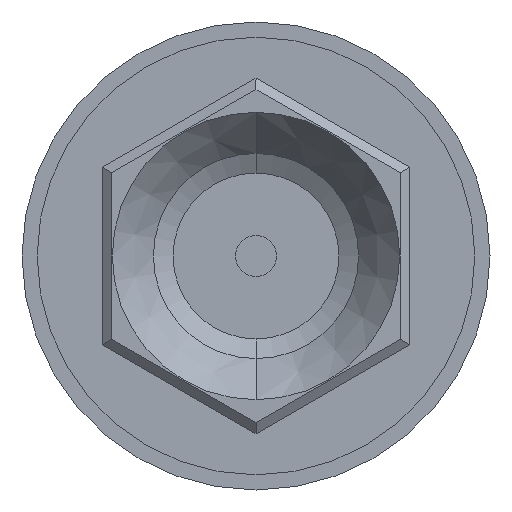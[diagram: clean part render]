
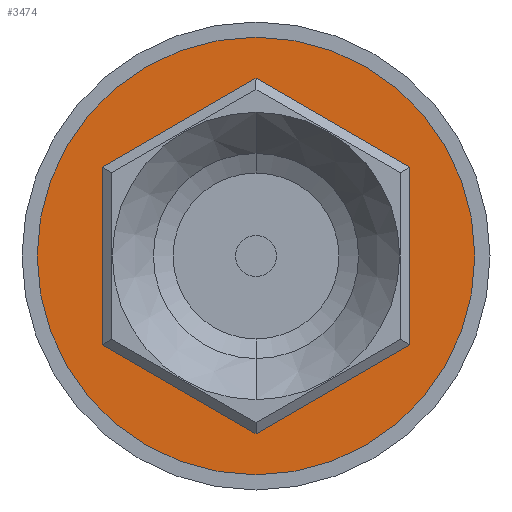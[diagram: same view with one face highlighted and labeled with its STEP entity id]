
A CAD part, front view. The second image highlights one B-rep face of the part: STEP entity #3474.
In plain terms, the highlighted planar face has unit normal (0, -1, 0).
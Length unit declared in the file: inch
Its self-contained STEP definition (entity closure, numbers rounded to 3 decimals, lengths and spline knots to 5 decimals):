
#377 = CARTESIAN_POINT ( 'NONE',  ( 0., 0., -0.2665 ) ) ;
#378 = DIRECTION ( 'NONE',  ( 0., 0., 1. ) ) ;
#379 = DIRECTION ( 'NONE',  ( 0., 1., 0. ) ) ;
#380 = AXIS2_PLACEMENT_3D ( 'NONE', #387, #379, #378 ) ;
#381 = CIRCLE ( 'NONE', #380, 0.2665 ) ;
#387 = CARTESIAN_POINT ( 'NONE',  ( 0., 0., 0. ) ) ;
#727 = CARTESIAN_POINT ( 'NONE',  ( 0., 0., 0.2665 ) ) ;
#734 = DIRECTION ( 'NONE',  ( 0., 0., 1. ) ) ;
#735 = DIRECTION ( 'NONE',  ( 0., -1., 0. ) ) ;
#736 = CARTESIAN_POINT ( 'NONE',  ( 0., 0., 0. ) ) ;
#737 = AXIS2_PLACEMENT_3D ( 'NONE', #736, #735, #734 ) ;
#738 = CIRCLE ( 'NONE', #737, 0.184 ) ;
#855 = CARTESIAN_POINT ( 'NONE',  ( 0., 0., 0.184 ) ) ;
#856 = CARTESIAN_POINT ( 'NONE',  ( 0., 0., -0.184 ) ) ;
#1474 = DIRECTION ( 'NONE',  ( 0., 0., 1. ) ) ;
#1475 = DIRECTION ( 'NONE',  ( 0., -1., 0. ) ) ;
#1476 = CARTESIAN_POINT ( 'NONE',  ( 0., 0., 0. ) ) ;
#1477 = AXIS2_PLACEMENT_3D ( 'NONE', #1476, #1475, #1474 ) ;
#1478 = CIRCLE ( 'NONE', #1477, 0.184 ) ;
#1571 = DIRECTION ( 'NONE',  ( 0., 0., 1. ) ) ;
#1572 = DIRECTION ( 'NONE',  ( 0., 1., 0. ) ) ;
#1573 = CARTESIAN_POINT ( 'NONE',  ( 0., 0., 0. ) ) ;
#1574 = AXIS2_PLACEMENT_3D ( 'NONE', #1573, #1572, #1571 ) ;
#1575 = CIRCLE ( 'NONE', #1574, 0.2665 ) ;
#1625 = FACE_BOUND ( 'NONE', #3443, .T. ) ;
#1626 = FACE_OUTER_BOUND ( 'NONE', #3635, .T. ) ;
#1670 = DIRECTION ( 'NONE',  ( 0., 0., 1. ) ) ;
#1671 = DIRECTION ( 'NONE',  ( 0., 1., 0. ) ) ;
#1672 = CARTESIAN_POINT ( 'NONE',  ( 0., 0., 0. ) ) ;
#1673 = AXIS2_PLACEMENT_3D ( 'NONE', #1672, #1671, #1670 ) ;
#1674 = PLANE ( 'NONE',  #1673 ) ;
#2940 = EDGE_CURVE ( 'NONE', #2987, #2941, #381, .T. ) ;
#2941 = VERTEX_POINT ( 'NONE', #377 ) ;
#2982 = EDGE_CURVE ( 'NONE', #3137, #3138, #738, .T. ) ;
#2987 = VERTEX_POINT ( 'NONE', #727 ) ;
#3137 = VERTEX_POINT ( 'NONE', #856 ) ;
#3138 = VERTEX_POINT ( 'NONE', #855 ) ;
#3435 = ORIENTED_EDGE ( 'NONE', *, *, #2940, .F. ) ;
#3436 = ORIENTED_EDGE ( 'NONE', *, *, #2982, .F. ) ;
#3438 = ORIENTED_EDGE ( 'NONE', *, *, #3439, .F. ) ;
#3439 = EDGE_CURVE ( 'NONE', #3138, #3137, #1478, .T. ) ;
#3443 = EDGE_LOOP ( 'NONE', ( #3438, #3436 ) ) ;
#3474 = ADVANCED_FACE ( 'NONE', ( #1626, #1625 ), #1674, .F. ) ;
#3524 = ORIENTED_EDGE ( 'NONE', *, *, #3525, .F. ) ;
#3525 = EDGE_CURVE ( 'NONE', #2941, #2987, #1575, .T. ) ;
#3635 = EDGE_LOOP ( 'NONE', ( #3524, #3435 ) ) ;
